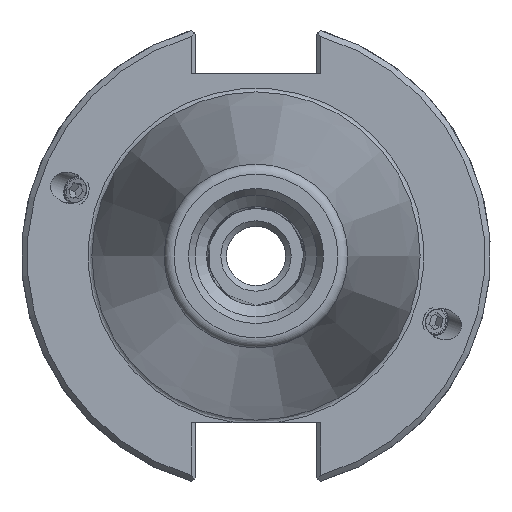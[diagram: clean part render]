
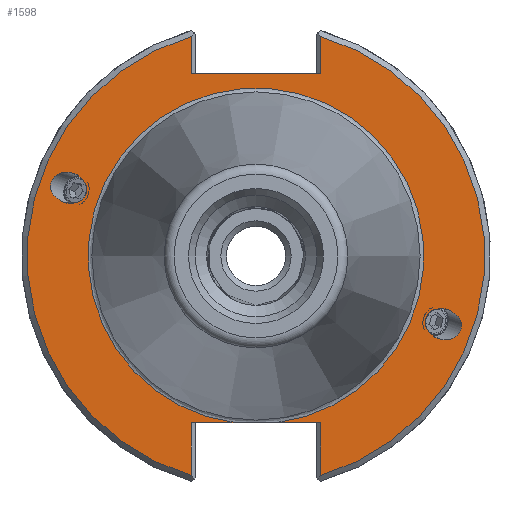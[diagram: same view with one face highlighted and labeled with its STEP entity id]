
A CAD part, left-side view. The second image highlights one B-rep face of the part: STEP entity #1598.
In plain terms, the highlighted planar face has unit normal (-1, 0, 0).
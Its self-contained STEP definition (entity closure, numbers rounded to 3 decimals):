
#348=CARTESIAN_POINT('',(3.175,-23.02,-8.379));
#349=VERTEX_POINT('',#348);
#350=CARTESIAN_POINT('',(3.175,-25.372,-9.235));
#351=DIRECTION('',(1.,0.0,0.0));
#352=DIRECTION('',(0.0,-0.94,-0.342));
#353=AXIS2_PLACEMENT_3D('',#350,#351,#352);
#354=ELLIPSE('',#353,2.503,2.05);
#355=EDGE_CURVE('',#349,#349,#354,.T.);
#572=CARTESIAN_POINT('',(3.175,23.02,8.379));
#573=VERTEX_POINT('',#572);
#574=CARTESIAN_POINT('',(3.175,25.372,9.235));
#575=DIRECTION('',(1.0,0.0,0.0));
#576=DIRECTION('',(0.0,0.94,0.342));
#577=AXIS2_PLACEMENT_3D('',#574,#575,#576);
#578=ELLIPSE('',#577,2.503,2.05);
#579=EDGE_CURVE('',#573,#573,#578,.T.);
#860=CARTESIAN_POINT('',(3.175,8.763,24.689));
#861=VERTEX_POINT('',#860);
#868=CARTESIAN_POINT('',(3.175,-8.763,24.689));
#869=VERTEX_POINT('',#868);
#870=CARTESIAN_POINT('',(3.175,8.763,24.689));
#871=DIRECTION('',(0.0,-1.0,0.0));
#872=VECTOR('',#871,17.526);
#873=LINE('',#870,#872);
#874=EDGE_CURVE('',#861,#869,#873,.T.);
#1468=CARTESIAN_POINT('',(3.175,-2.838,-22.555));
#1469=VERTEX_POINT('',#1468);
#1470=CARTESIAN_POINT('',(3.175,2.838,-22.555));
#1471=VERTEX_POINT('',#1470);
#1500=CARTESIAN_POINT('',(3.175,0.0,0.0));
#1501=DIRECTION('',(-1.0,0.0,0.0));
#1502=DIRECTION('',(0.0,-1.0,0.0));
#1503=AXIS2_PLACEMENT_3D('',#1500,#1501,#1502);
#1504=CIRCLE('',#1503,22.733);
#1505=EDGE_CURVE('',#1469,#1471,#1504,.T.);
#1521=CARTESIAN_POINT('',(3.175,26.987,0.0));
#1522=DIRECTION('',(-1.0,0.0,0.0));
#1523=DIRECTION('',(0.0,0.0,1.0));
#1524=AXIS2_PLACEMENT_3D('',#1521,#1522,#1523);
#1525=PLANE('',#1524);
#1526=ORIENTED_EDGE('',*,*,#1505,.F.);
#1527=CARTESIAN_POINT('',(3.175,-8.763,-22.555));
#1528=VERTEX_POINT('',#1527);
#1529=CARTESIAN_POINT('',(3.175,-8.763,-22.555));
#1530=DIRECTION('',(0.0,1.0,0.0));
#1531=VECTOR('',#1530,5.925);
#1532=LINE('',#1529,#1531);
#1533=EDGE_CURVE('',#1528,#1469,#1532,.T.);
#1534=ORIENTED_EDGE('',*,*,#1533,.F.);
#1535=CARTESIAN_POINT('',(3.175,-8.763,-29.723));
#1536=VERTEX_POINT('',#1535);
#1537=CARTESIAN_POINT('',(3.175,-8.763,-29.723));
#1538=DIRECTION('',(0.0,0.0,1.0));
#1539=VECTOR('',#1538,7.168);
#1540=LINE('',#1537,#1539);
#1541=EDGE_CURVE('',#1536,#1528,#1540,.T.);
#1542=ORIENTED_EDGE('',*,*,#1541,.F.);
#1543=CARTESIAN_POINT('',(3.175,-8.763,29.723));
#1544=VERTEX_POINT('',#1543);
#1545=CARTESIAN_POINT('',(3.175,0.0,0.0));
#1546=DIRECTION('',(1.0,0.0,0.0));
#1547=DIRECTION('',(0.0,-1.0,0.0));
#1548=AXIS2_PLACEMENT_3D('',#1545,#1546,#1547);
#1549=CIRCLE('',#1548,30.988);
#1550=EDGE_CURVE('',#1544,#1536,#1549,.T.);
#1551=ORIENTED_EDGE('',*,*,#1550,.F.);
#1552=CARTESIAN_POINT('',(3.175,-8.763,24.689));
#1553=DIRECTION('',(0.0,0.0,1.0));
#1554=VECTOR('',#1553,5.034);
#1555=LINE('',#1552,#1554);
#1556=EDGE_CURVE('',#869,#1544,#1555,.T.);
#1557=ORIENTED_EDGE('',*,*,#1556,.F.);
#1558=ORIENTED_EDGE('',*,*,#874,.F.);
#1559=CARTESIAN_POINT('',(3.175,8.763,29.723));
#1560=VERTEX_POINT('',#1559);
#1561=CARTESIAN_POINT('',(3.175,8.763,29.723));
#1562=DIRECTION('',(0.0,0.0,-1.0));
#1563=VECTOR('',#1562,5.034);
#1564=LINE('',#1561,#1563);
#1565=EDGE_CURVE('',#1560,#861,#1564,.T.);
#1566=ORIENTED_EDGE('',*,*,#1565,.F.);
#1567=CARTESIAN_POINT('',(3.175,8.763,-29.723));
#1568=VERTEX_POINT('',#1567);
#1569=CARTESIAN_POINT('',(3.175,0.0,0.0));
#1570=DIRECTION('',(1.0,0.0,0.0));
#1571=DIRECTION('',(0.0,1.0,0.0));
#1572=AXIS2_PLACEMENT_3D('',#1569,#1570,#1571);
#1573=CIRCLE('',#1572,30.988);
#1574=EDGE_CURVE('',#1568,#1560,#1573,.T.);
#1575=ORIENTED_EDGE('',*,*,#1574,.F.);
#1576=CARTESIAN_POINT('',(3.175,8.763,-22.555));
#1577=VERTEX_POINT('',#1576);
#1578=CARTESIAN_POINT('',(3.175,8.763,-22.555));
#1579=DIRECTION('',(0.0,0.0,-1.0));
#1580=VECTOR('',#1579,7.168);
#1581=LINE('',#1578,#1580);
#1582=EDGE_CURVE('',#1577,#1568,#1581,.T.);
#1583=ORIENTED_EDGE('',*,*,#1582,.F.);
#1584=CARTESIAN_POINT('',(3.175,2.838,-22.555));
#1585=DIRECTION('',(0.0,1.0,0.0));
#1586=VECTOR('',#1585,5.925);
#1587=LINE('',#1584,#1586);
#1588=EDGE_CURVE('',#1471,#1577,#1587,.T.);
#1589=ORIENTED_EDGE('',*,*,#1588,.F.);
#1590=EDGE_LOOP('',(#1526,#1534,#1542,#1551,#1557,#1558,#1566,#1575,#1583,#1589));
#1591=FACE_OUTER_BOUND('',#1590,.T.);
#1592=ORIENTED_EDGE('',*,*,#355,.T.);
#1593=EDGE_LOOP('',(#1592));
#1594=FACE_BOUND('',#1593,.T.);
#1595=ORIENTED_EDGE('',*,*,#579,.T.);
#1596=EDGE_LOOP('',(#1595));
#1597=FACE_BOUND('',#1596,.T.);
#1598=ADVANCED_FACE('',(#1591,#1594,#1597),#1525,.T.);
